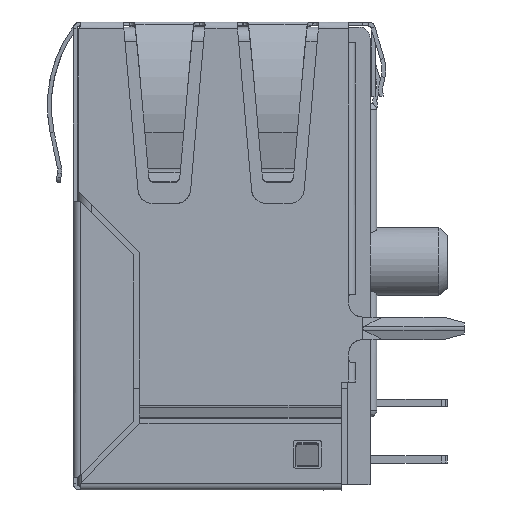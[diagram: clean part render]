
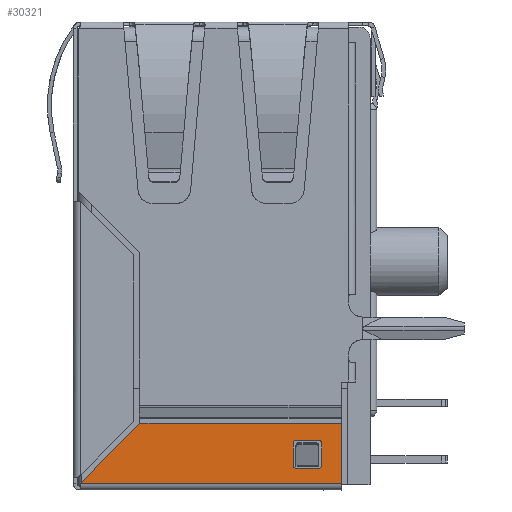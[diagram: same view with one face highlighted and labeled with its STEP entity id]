
A CAD part, left-side view. The second image highlights one B-rep face of the part: STEP entity #30321.
In plain terms, the highlighted planar face has unit normal (-1, 0, 0).
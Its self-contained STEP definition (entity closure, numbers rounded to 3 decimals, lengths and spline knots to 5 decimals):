
#218=PLANE('',#32752);
#1341=LINE('',#41241,#3609);
#1350=LINE('',#41268,#3618);
#1351=LINE('',#41273,#3619);
#1352=LINE('',#41277,#3620);
#1353=LINE('',#41280,#3621);
#1354=LINE('',#41281,#3622);
#1355=LINE('',#41283,#3623);
#1356=LINE('',#41285,#3624);
#3609=VECTOR('',#34790,39.37008);
#3618=VECTOR('',#34811,39.37008);
#3619=VECTOR('',#34816,39.37008);
#3620=VECTOR('',#34819,39.37008);
#3621=VECTOR('',#34822,39.37008);
#3622=VECTOR('',#34823,39.37008);
#3623=VECTOR('',#34824,39.37008);
#3624=VECTOR('',#34825,39.37008);
#5808=CIRCLE('',#32749,0.005);
#5810=CIRCLE('',#32753,0.005);
#5811=CIRCLE('',#32754,0.005);
#5812=CIRCLE('',#32755,0.005);
#6849=ORIENTED_EDGE('',*,*,#14964,.T.);
#6850=ORIENTED_EDGE('',*,*,#14965,.T.);
#6851=ORIENTED_EDGE('',*,*,#14966,.T.);
#6852=ORIENTED_EDGE('',*,*,#14967,.F.);
#6853=ORIENTED_EDGE('',*,*,#14968,.T.);
#6854=ORIENTED_EDGE('',*,*,#14963,.F.);
#6855=ORIENTED_EDGE('',*,*,#14957,.T.);
#6856=ORIENTED_EDGE('',*,*,#14969,.T.);
#6857=ORIENTED_EDGE('',*,*,#14970,.F.);
#6858=ORIENTED_EDGE('',*,*,#14971,.F.);
#6859=ORIENTED_EDGE('',*,*,#14972,.F.);
#6860=ORIENTED_EDGE('',*,*,#14950,.T.);
#14950=EDGE_CURVE('',#20212,#20211,#1341,.T.);
#14957=EDGE_CURVE('',#20218,#20219,#5808,.T.);
#14963=EDGE_CURVE('',#20218,#20222,#1350,.T.);
#14964=EDGE_CURVE('',#20224,#20225,#5810,.T.);
#14965=EDGE_CURVE('',#20225,#20226,#1351,.T.);
#14966=EDGE_CURVE('',#20226,#20227,#5811,.T.);
#14967=EDGE_CURVE('',#20228,#20227,#1352,.T.);
#14968=EDGE_CURVE('',#20228,#20222,#5812,.T.);
#14969=EDGE_CURVE('',#20219,#20224,#1353,.T.);
#14970=EDGE_CURVE('',#20229,#20211,#1354,.T.);
#14971=EDGE_CURVE('',#20230,#20229,#1355,.T.);
#14972=EDGE_CURVE('',#20212,#20230,#1356,.T.);
#20211=VERTEX_POINT('',#41240);
#20212=VERTEX_POINT('',#41242);
#20218=VERTEX_POINT('',#41256);
#20219=VERTEX_POINT('',#41257);
#20222=VERTEX_POINT('',#41265);
#20224=VERTEX_POINT('',#41271);
#20225=VERTEX_POINT('',#41272);
#20226=VERTEX_POINT('',#41274);
#20227=VERTEX_POINT('',#41276);
#20228=VERTEX_POINT('',#41278);
#20229=VERTEX_POINT('',#41282);
#20230=VERTEX_POINT('',#41284);
#27030=EDGE_LOOP('',(#6849,#6850,#6851,#6852,#6853,#6854,#6855,#6856));
#27031=EDGE_LOOP('',(#6857,#6858,#6859,#6860));
#28619=FACE_BOUND('',#27030,.T.);
#28620=FACE_BOUND('',#27031,.T.);
#30321=ADVANCED_FACE('',(#28619,#28620),#218,.F.);
#32749=AXIS2_PLACEMENT_3D('',#41255,#34801,#34802);
#32752=AXIS2_PLACEMENT_3D('',#41269,#34812,#34813);
#32753=AXIS2_PLACEMENT_3D('',#41270,#34814,#34815);
#32754=AXIS2_PLACEMENT_3D('',#41275,#34817,#34818);
#32755=AXIS2_PLACEMENT_3D('',#41279,#34820,#34821);
#34790=DIRECTION('',(0.,0.,1.));
#34801=DIRECTION('',(1.,0.,0.));
#34802=DIRECTION('',(0.,0.,-1.));
#34811=DIRECTION('',(0.,-1.,0.));
#34812=DIRECTION('',(1.,0.,0.));
#34813=DIRECTION('',(0.,1.,0.));
#34814=DIRECTION('',(1.,0.,0.));
#34815=DIRECTION('',(0.,0.,-1.));
#34816=DIRECTION('',(0.,-1.,0.));
#34817=DIRECTION('',(1.,0.,0.));
#34818=DIRECTION('',(0.,0.,-1.));
#34819=DIRECTION('',(0.,0.,1.));
#34820=DIRECTION('',(1.,0.,0.));
#34821=DIRECTION('',(0.,0.,-1.));
#34822=DIRECTION('',(0.,0.,1.));
#34823=DIRECTION('',(0.,-1.,0.));
#34824=DIRECTION('',(0.,-0.707,0.707));
#34825=DIRECTION('',(0.,1.,0.));
#41240=CARTESIAN_POINT('',(-0.308,0.063,-0.701));
#41241=CARTESIAN_POINT('',(-0.308,0.063,-0.754));
#41242=CARTESIAN_POINT('',(-0.308,0.063,-0.807));
#41255=CARTESIAN_POINT('',(-0.308,0.14284,-0.77563));
#41256=CARTESIAN_POINT('',(-0.308,0.14284,-0.78063));
#41257=CARTESIAN_POINT('',(-0.308,0.14784,-0.77563));
#41265=CARTESIAN_POINT('',(-0.308,0.10284,-0.78063));
#41268=CARTESIAN_POINT('',(-0.308,0.12284,-0.78063));
#41269=CARTESIAN_POINT('',(-0.308,0.294,-0.754));
#41270=CARTESIAN_POINT('',(-0.308,0.14284,-0.73563));
#41271=CARTESIAN_POINT('',(-0.308,0.14784,-0.73563));
#41272=CARTESIAN_POINT('',(-0.308,0.14284,-0.73063));
#41273=CARTESIAN_POINT('',(-0.308,0.294,-0.73063));
#41274=CARTESIAN_POINT('',(-0.308,0.10284,-0.73063));
#41275=CARTESIAN_POINT('',(-0.308,0.10284,-0.73563));
#41276=CARTESIAN_POINT('',(-0.308,0.09784,-0.73563));
#41277=CARTESIAN_POINT('',(-0.308,0.09784,-0.75563));
#41278=CARTESIAN_POINT('',(-0.308,0.09784,-0.77563));
#41279=CARTESIAN_POINT('',(-0.308,0.10284,-0.77563));
#41280=CARTESIAN_POINT('',(-0.308,0.14784,-0.754));
#41281=CARTESIAN_POINT('',(-0.308,0.241,-0.701));
#41282=CARTESIAN_POINT('',(-0.308,0.419,-0.701));
#41283=CARTESIAN_POINT('',(-0.308,0.383,-0.665));
#41284=CARTESIAN_POINT('',(-0.308,0.525,-0.807));
#41285=CARTESIAN_POINT('',(-0.308,0.05376,-0.807));
